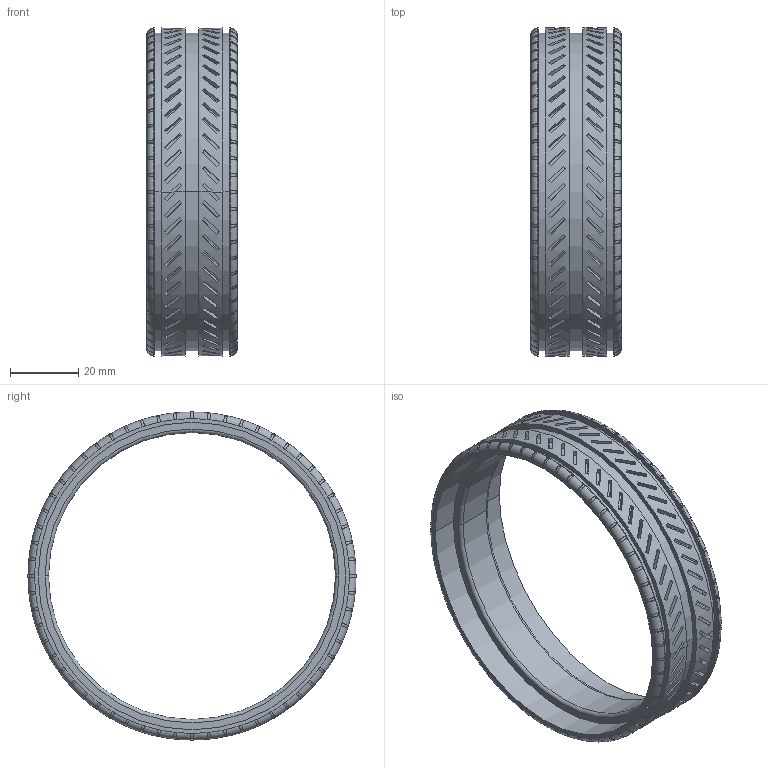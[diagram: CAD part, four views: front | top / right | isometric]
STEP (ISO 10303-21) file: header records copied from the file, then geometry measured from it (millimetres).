
FILE_DESCRIPTION (( 'STEP AP214' ), '1' );
FILE_NAME ('Wheel_92_outside.STEP', '2025-05-09T17:19:05', ( '' ), ( '' ), 'SwSTEP 2.0', 'SolidWorks 2021', '' );
FILE_SCHEMA (( 'AUTOMOTIVE_DESIGN' ));
Length unit declared in the file: millimetre
Products named in the file (1): Wheel_92_outside
Bounding box: 26.5 x 96 x 96 mm (x, y, z)
Volume: 27310.4 mm3; surface area: 23229.2 mm2
Topology: 1 solids, 1 shells, 1356 faces, 3206 edges, 1976 vertices
Faces by surface type: bspline 480, plane 370, cylinder 262, torus 244
Entity records: 41196 total; most frequent: CARTESIAN_POINT 13295, ORIENTED_EDGE 6412, DIRECTION 4756, EDGE_CURVE 3206, AXIS2_PLACEMENT_3D 2125, VERTEX_POINT 1976, EDGE_LOOP 1482, B_SPLINE_CURVE_WITH_KNOTS 1452
